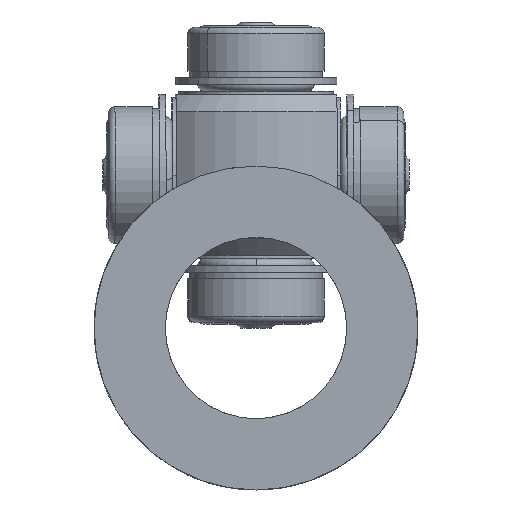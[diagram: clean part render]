
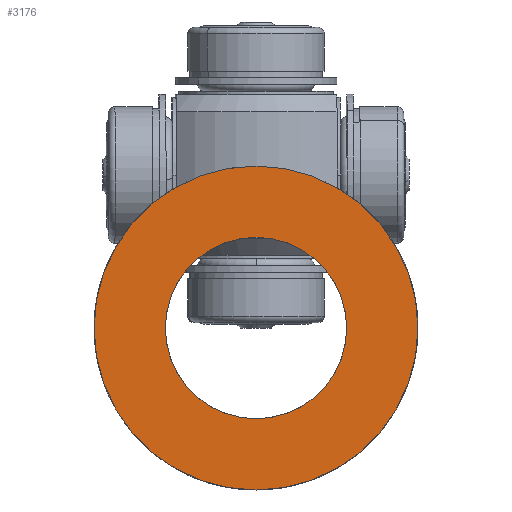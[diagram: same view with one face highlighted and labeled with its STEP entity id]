
A CAD part, left-side view. The second image highlights one B-rep face of the part: STEP entity #3176.
In plain terms, the highlighted face is planar.
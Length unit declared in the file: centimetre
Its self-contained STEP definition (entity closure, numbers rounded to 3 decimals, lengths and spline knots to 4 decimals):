
#765=PLANE('',#3384);
#843=VERTEX_POINT('',#4756);
#875=VERTEX_POINT('',#5011);
#1119=CIRCLE('',#3362,0.7);
#1125=CIRCLE('',#3383,1.25);
#1361=EDGE_CURVE('',#843,#843,#1119,.T.);
#1405=EDGE_CURVE('',#875,#875,#1125,.T.);
#1879=ORIENTED_EDGE('',*,*,#1361,.T.);
#1880=ORIENTED_EDGE('',*,*,#1405,.F.);
#2677=EDGE_LOOP('',(#1879));
#2678=EDGE_LOOP('',(#1880));
#2931=FACE_BOUND('',#2677,.T.);
#2932=FACE_BOUND('',#2678,.T.);
#3176=ADVANCED_FACE('',(#2931,#2932),#765,.T.);
#3362=AXIS2_PLACEMENT_3D('',#4755,#3812,#3813);
#3383=AXIS2_PLACEMENT_3D('',#5010,#3866,#3867);
#3384=AXIS2_PLACEMENT_3D('',#5012,#3868,$);
#3812=DIRECTION('',(0.,0.,-1.));
#3813=DIRECTION('',(0.7,0.,0.));
#3866=DIRECTION('',(0.,0.,-1.));
#3867=DIRECTION('',(1.25,0.,0.));
#3868=DIRECTION('',(0.,0.,1.));
#4755=CARTESIAN_POINT('',(0.,0.,3.7));
#4756=CARTESIAN_POINT('',(-0.7,0.,3.7));
#5010=CARTESIAN_POINT('',(0.,0.,3.7));
#5011=CARTESIAN_POINT('',(1.25,0.,3.7));
#5012=CARTESIAN_POINT('',(0.,0.,3.7));
